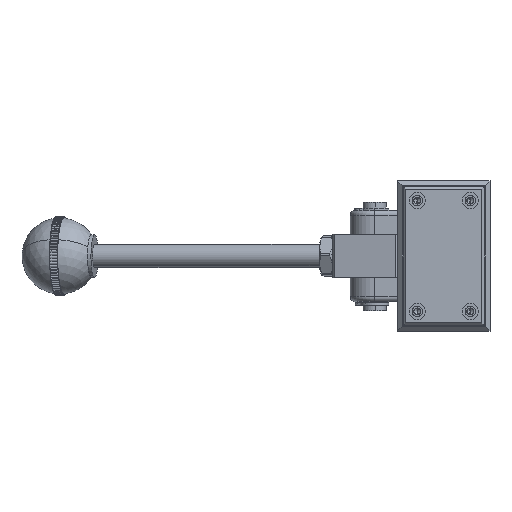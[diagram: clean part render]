
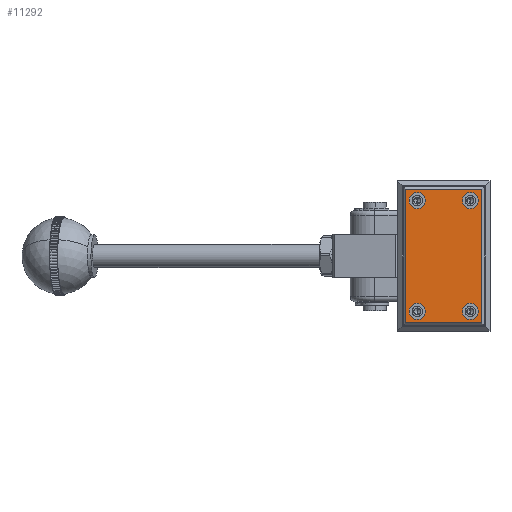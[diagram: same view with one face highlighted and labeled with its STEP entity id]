
A CAD part, left-side view. The second image highlights one B-rep face of the part: STEP entity #11292.
In plain terms, the highlighted face is planar.
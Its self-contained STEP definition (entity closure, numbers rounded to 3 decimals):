
#500 = EDGE_LOOP ( 'NONE', ( #7677, #7679 ) ) ;
#501 = EDGE_LOOP ( 'NONE', ( #7681, #7683 ) ) ;
#502 = EDGE_LOOP ( 'NONE', ( #7685, #7687 ) ) ;
#503 = EDGE_LOOP ( 'NONE', ( #7689, #7691 ) ) ;
#504 = EDGE_LOOP ( 'NONE', ( #7693, #7695, #7697, #7699 ) ) ;
#4148 = PLANE ( 'NONE',  #34390 ) ;
#4149 = CARTESIAN_POINT ( 'NONE',  ( 30., 15.5, -17.5 ) ) ;
#4150 = DIRECTION ( 'NONE',  ( 0., -1., 0. ) ) ;
#4151 = DIRECTION ( 'NONE',  ( 0., 0., -1. ) ) ;
#5684 = EDGE_CURVE ( 'NONE', #27717, #26934, #11982, .T. ) ;
#5688 = EDGE_CURVE ( 'NONE', #26464, #26055, #11988, .T. ) ;
#5692 = EDGE_CURVE ( 'NONE', #25382, #26898, #11994, .T. ) ;
#5696 = EDGE_CURVE ( 'NONE', #26910, #27227, #12000, .T. ) ;
#5750 = EDGE_CURVE ( 'NONE', #26934, #27717, #12088, .T. ) ;
#5751 = EDGE_CURVE ( 'NONE', #26055, #26464, #12089, .T. ) ;
#5752 = EDGE_CURVE ( 'NONE', #26898, #25382, #12090, .T. ) ;
#5753 = EDGE_CURVE ( 'NONE', #27227, #26910, #12092, .T. ) ;
#5754 = EDGE_CURVE ( 'NONE', #26896, #25172, #12091, .T. ) ;
#5755 = EDGE_CURVE ( 'NONE', #25172, #26786, #12094, .T. ) ;
#5756 = EDGE_CURVE ( 'NONE', #26786, #27635, #12096, .T. ) ;
#5757 = EDGE_CURVE ( 'NONE', #27635, #26896, #12098, .T. ) ;
#6212 = AXIS2_PLACEMENT_3D ( 'NONE', #35787, #35775, #35641 ) ;
#6214 = AXIS2_PLACEMENT_3D ( 'NONE', #35541, #35772, #35586 ) ;
#6216 = AXIS2_PLACEMENT_3D ( 'NONE', #35748, #35768, #35793 ) ;
#6218 = AXIS2_PLACEMENT_3D ( 'NONE', #35672, #35728, #35806 ) ;
#6237 = AXIS2_PLACEMENT_3D ( 'NONE', #35782, #35756, #35721 ) ;
#6238 = AXIS2_PLACEMENT_3D ( 'NONE', #35685, #35595, #35695 ) ;
#6239 = AXIS2_PLACEMENT_3D ( 'NONE', #35657, #35646, #35659 ) ;
#6240 = AXIS2_PLACEMENT_3D ( 'NONE', #35705, #35799, #35633 ) ;
#7677 = ORIENTED_EDGE ( 'NONE', *, *, #5750, .F. ) ;
#7679 = ORIENTED_EDGE ( 'NONE', *, *, #5684, .F. ) ;
#7681 = ORIENTED_EDGE ( 'NONE', *, *, #5751, .F. ) ;
#7683 = ORIENTED_EDGE ( 'NONE', *, *, #5688, .F. ) ;
#7685 = ORIENTED_EDGE ( 'NONE', *, *, #5752, .F. ) ;
#7687 = ORIENTED_EDGE ( 'NONE', *, *, #5692, .F. ) ;
#7689 = ORIENTED_EDGE ( 'NONE', *, *, #5753, .F. ) ;
#7691 = ORIENTED_EDGE ( 'NONE', *, *, #5696, .F. ) ;
#7693 = ORIENTED_EDGE ( 'NONE', *, *, #5754, .T. ) ;
#7695 = ORIENTED_EDGE ( 'NONE', *, *, #5755, .T. ) ;
#7697 = ORIENTED_EDGE ( 'NONE', *, *, #5756, .T. ) ;
#7699 = ORIENTED_EDGE ( 'NONE', *, *, #5757, .T. ) ;
#11292 = ADVANCED_FACE ( 'NONE', ( #28445, #28446, #28447, #28448, #28449 ), #4148, .F. ) ;
#11982 = CIRCLE ( 'NONE', #6212, 3.5 ) ;
#11988 = CIRCLE ( 'NONE', #6214, 3.5 ) ;
#11994 = CIRCLE ( 'NONE', #6216, 3.5 ) ;
#12000 = CIRCLE ( 'NONE', #6218, 3.5 ) ;
#12088 = CIRCLE ( 'NONE', #6237, 3.5 ) ;
#12089 = CIRCLE ( 'NONE', #6238, 3.5 ) ;
#12090 = CIRCLE ( 'NONE', #6239, 3.5 ) ;
#12091 = LINE ( 'NONE', #35725, #12093 ) ;
#12092 = CIRCLE ( 'NONE', #6240, 3.5 ) ;
#12093 = VECTOR ( 'NONE', #35781, 1000. ) ;
#12094 = LINE ( 'NONE', #35592, #12095 ) ;
#12095 = VECTOR ( 'NONE', #35607, 1000. ) ;
#12096 = LINE ( 'NONE', #35623, #12097 ) ;
#12097 = VECTOR ( 'NONE', #35560, 1000. ) ;
#12098 = LINE ( 'NONE', #35785, #12099 ) ;
#12099 = VECTOR ( 'NONE', #35690, 1000. ) ;
#15423 = CARTESIAN_POINT ( 'NONE',  ( 24., 15.5, 15. ) ) ;
#15648 = CARTESIAN_POINT ( 'NONE',  ( 24., 15.5, 8. ) ) ;
#15828 = CARTESIAN_POINT ( 'NONE',  ( 29., 15.5, 16.5 ) ) ;
#15888 = CARTESIAN_POINT ( 'NONE',  ( -29., 15.5, -16.5 ) ) ;
#15889 = CARTESIAN_POINT ( 'NONE',  ( 24., 15.5, -8. ) ) ;
#15896 = CARTESIAN_POINT ( 'NONE',  ( -24., 15.5, -15. ) ) ;
#15909 = CARTESIAN_POINT ( 'NONE',  ( -24., 15.5, 15. ) ) ;
#16060 = CARTESIAN_POINT ( 'NONE',  ( -24., 15.5, -8. ) ) ;
#16259 = CARTESIAN_POINT ( 'NONE',  ( 29., 15.5, -16.5 ) ) ;
#16300 = CARTESIAN_POINT ( 'NONE',  ( -24., 15.5, 8. ) ) ;
#25172 = VERTEX_POINT ( 'NONE', #27361 ) ;
#25382 = VERTEX_POINT ( 'NONE', #27620 ) ;
#26055 = VERTEX_POINT ( 'NONE', #15423 ) ;
#26464 = VERTEX_POINT ( 'NONE', #15648 ) ;
#26786 = VERTEX_POINT ( 'NONE', #15828 ) ;
#26896 = VERTEX_POINT ( 'NONE', #15888 ) ;
#26898 = VERTEX_POINT ( 'NONE', #15889 ) ;
#26910 = VERTEX_POINT ( 'NONE', #15896 ) ;
#26934 = VERTEX_POINT ( 'NONE', #15909 ) ;
#27227 = VERTEX_POINT ( 'NONE', #16060 ) ;
#27361 = CARTESIAN_POINT ( 'NONE',  ( -29., 15.5, 16.5 ) ) ;
#27620 = CARTESIAN_POINT ( 'NONE',  ( 24., 15.5, -15. ) ) ;
#27635 = VERTEX_POINT ( 'NONE', #16259 ) ;
#27717 = VERTEX_POINT ( 'NONE', #16300 ) ;
#28445 = FACE_BOUND ( 'NONE', #500, .T. ) ;
#28446 = FACE_BOUND ( 'NONE', #501, .T. ) ;
#28447 = FACE_BOUND ( 'NONE', #502, .T. ) ;
#28448 = FACE_BOUND ( 'NONE', #503, .T. ) ;
#28449 = FACE_OUTER_BOUND ( 'NONE', #504, .T. ) ;
#34390 = AXIS2_PLACEMENT_3D ( 'NONE', #4149, #4150, #4151 ) ;
#35541 = CARTESIAN_POINT ( 'NONE',  ( 24., 15.5, 11.5 ) ) ;
#35560 = DIRECTION ( 'NONE',  ( 0., 0., -1. ) ) ;
#35586 = DIRECTION ( 'NONE',  ( 0., 0., 1. ) ) ;
#35592 = CARTESIAN_POINT ( 'NONE',  ( 30., 15.5, 16.5 ) ) ;
#35595 = DIRECTION ( 'NONE',  ( 0., 1., 0. ) ) ;
#35607 = DIRECTION ( 'NONE',  ( 1., 0., 0. ) ) ;
#35623 = CARTESIAN_POINT ( 'NONE',  ( 29., 15.5, -17.5 ) ) ;
#35633 = DIRECTION ( 'NONE',  ( 0., 0., 1. ) ) ;
#35641 = DIRECTION ( 'NONE',  ( 0., 0., -1. ) ) ;
#35646 = DIRECTION ( 'NONE',  ( 0., 1., 0. ) ) ;
#35657 = CARTESIAN_POINT ( 'NONE',  ( 24., 15.5, -11.5 ) ) ;
#35659 = DIRECTION ( 'NONE',  ( 0., 0., -1. ) ) ;
#35672 = CARTESIAN_POINT ( 'NONE',  ( -24., 15.5, -11.5 ) ) ;
#35685 = CARTESIAN_POINT ( 'NONE',  ( 24., 15.5, 11.5 ) ) ;
#35690 = DIRECTION ( 'NONE',  ( -1., 0., 0. ) ) ;
#35695 = DIRECTION ( 'NONE',  ( 0., 0., 1. ) ) ;
#35705 = CARTESIAN_POINT ( 'NONE',  ( -24., 15.5, -11.5 ) ) ;
#35721 = DIRECTION ( 'NONE',  ( 0., 0., -1. ) ) ;
#35725 = CARTESIAN_POINT ( 'NONE',  ( -29., 15.5, -17.5 ) ) ;
#35728 = DIRECTION ( 'NONE',  ( 0., 1., 0. ) ) ;
#35748 = CARTESIAN_POINT ( 'NONE',  ( 24., 15.5, -11.5 ) ) ;
#35756 = DIRECTION ( 'NONE',  ( 0., 1., 0. ) ) ;
#35768 = DIRECTION ( 'NONE',  ( 0., 1., 0. ) ) ;
#35772 = DIRECTION ( 'NONE',  ( 0., 1., 0. ) ) ;
#35775 = DIRECTION ( 'NONE',  ( 0., 1., 0. ) ) ;
#35781 = DIRECTION ( 'NONE',  ( 0., 0., 1. ) ) ;
#35782 = CARTESIAN_POINT ( 'NONE',  ( -24., 15.5, 11.5 ) ) ;
#35785 = CARTESIAN_POINT ( 'NONE',  ( 30., 15.5, -16.5 ) ) ;
#35787 = CARTESIAN_POINT ( 'NONE',  ( -24., 15.5, 11.5 ) ) ;
#35793 = DIRECTION ( 'NONE',  ( 0., 0., -1. ) ) ;
#35799 = DIRECTION ( 'NONE',  ( 0., 1., 0. ) ) ;
#35806 = DIRECTION ( 'NONE',  ( 0., 0., 1. ) ) ;
